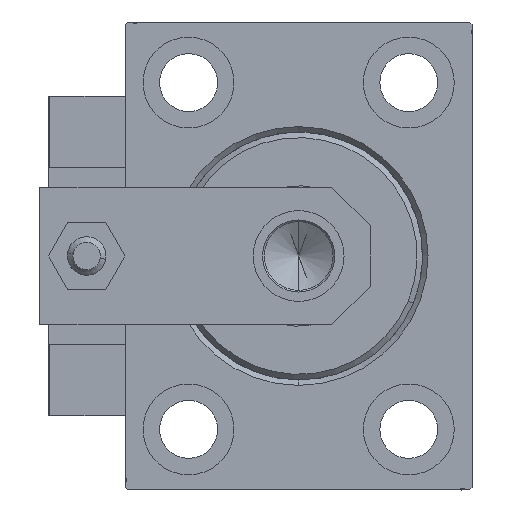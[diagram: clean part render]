
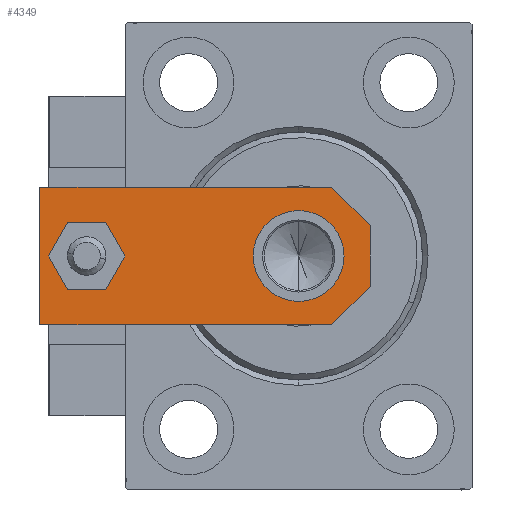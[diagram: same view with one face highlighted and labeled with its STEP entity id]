
A CAD part, left-side view. The second image highlights one B-rep face of the part: STEP entity #4349.
In plain terms, the highlighted face is planar.
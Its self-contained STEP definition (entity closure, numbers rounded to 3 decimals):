
#696 = CIRCLE ( 'NONE', #37901, 8.25 ) ;
#819 = EDGE_LOOP ( 'NONE', ( #36844, #21018 ) ) ;
#1726 = VECTOR ( 'NONE', #11870, 1000. ) ;
#3325 = CARTESIAN_POINT ( 'NONE',  ( 4., 51.5, 6. ) ) ;
#3348 = EDGE_CURVE ( 'NONE', #22532, #4015, #49301, .T. ) ;
#3653 = PLANE ( 'NONE',  #23955 ) ;
#3727 = EDGE_CURVE ( 'NONE', #20205, #25829, #14412, .T. ) ;
#4015 = VERTEX_POINT ( 'NONE', #18409 ) ;
#4349 = ADVANCED_FACE ( 'NONE', ( #41633, #22168, #38357 ), #3653, .T. ) ;
#4564 = AXIS2_PLACEMENT_3D ( 'NONE', #44682, #29505, #13787 ) ;
#6702 = DIRECTION ( 'NONE',  ( 1., 0., 0. ) ) ;
#7335 = DIRECTION ( 'NONE',  ( 0., -1., 0. ) ) ;
#7424 = DIRECTION ( 'NONE',  ( 0., 0., 1. ) ) ;
#8629 = EDGE_CURVE ( 'NONE', #25829, #22532, #49540, .T. ) ;
#9146 = VERTEX_POINT ( 'NONE', #3325 ) ;
#10836 = EDGE_CURVE ( 'NONE', #23582, #21802, #696, .T. ) ;
#11395 = CARTESIAN_POINT ( 'NONE',  ( 8.25, 13., 6. ) ) ;
#11470 = CARTESIAN_POINT ( 'NONE',  ( -12.5, 60., 6. ) ) ;
#11785 = DIRECTION ( 'NONE',  ( 0.707, 0.707, 0. ) ) ;
#11870 = DIRECTION ( 'NONE',  ( 0.707, -0.707, 0. ) ) ;
#12389 = DIRECTION ( 'NONE',  ( -1., 0., 0. ) ) ;
#12482 = DIRECTION ( 'NONE',  ( 0., 0., 1. ) ) ;
#12779 = EDGE_LOOP ( 'NONE', ( #47028, #17120 ) ) ;
#13787 = DIRECTION ( 'NONE',  ( 1., 0., 0. ) ) ;
#14017 = ORIENTED_EDGE ( 'NONE', *, *, #3348, .T. ) ;
#14412 = LINE ( 'NONE', #44310, #28877 ) ;
#14603 = CARTESIAN_POINT ( 'NONE',  ( 12.5, 0., 6. ) ) ;
#15875 = DIRECTION ( 'NONE',  ( 0., 0., 1. ) ) ;
#15910 = CARTESIAN_POINT ( 'NONE',  ( -2.75, -2.75, 6. ) ) ;
#16047 = CARTESIAN_POINT ( 'NONE',  ( -8.25, 13., 6. ) ) ;
#16155 = LINE ( 'NONE', #15910, #1726 ) ;
#16422 = LINE ( 'NONE', #16926, #26208 ) ;
#16459 = EDGE_CURVE ( 'NONE', #21802, #23582, #25194, .T. ) ;
#16825 = CARTESIAN_POINT ( 'NONE',  ( -5.5, 0., 6. ) ) ;
#16926 = CARTESIAN_POINT ( 'NONE',  ( 12.5, 60., 6. ) ) ;
#17120 = ORIENTED_EDGE ( 'NONE', *, *, #16459, .F. ) ;
#18409 = CARTESIAN_POINT ( 'NONE',  ( 12.5, 60., 6. ) ) ;
#19007 = EDGE_CURVE ( 'NONE', #49600, #32569, #45042, .T. ) ;
#19261 = VECTOR ( 'NONE', #11785, 1000. ) ;
#20205 = VERTEX_POINT ( 'NONE', #16825 ) ;
#21011 = EDGE_CURVE ( 'NONE', #32569, #20205, #16155, .T. ) ;
#21018 = ORIENTED_EDGE ( 'NONE', *, *, #40470, .F. ) ;
#21802 = VERTEX_POINT ( 'NONE', #11395 ) ;
#21886 = VERTEX_POINT ( 'NONE', #39709 ) ;
#22168 = FACE_OUTER_BOUND ( 'NONE', #34826, .T. ) ;
#22532 = VERTEX_POINT ( 'NONE', #46706 ) ;
#22664 = AXIS2_PLACEMENT_3D ( 'NONE', #27423, #7424, #23620 ) ;
#22728 = DIRECTION ( 'NONE',  ( 0., 1., 0. ) ) ;
#22816 = CARTESIAN_POINT ( 'NONE',  ( -12.5, 7., 6. ) ) ;
#23338 = ORIENTED_EDGE ( 'NONE', *, *, #19007, .T. ) ;
#23582 = VERTEX_POINT ( 'NONE', #16047 ) ;
#23620 = DIRECTION ( 'NONE',  ( 1., 0., 0. ) ) ;
#23703 = CARTESIAN_POINT ( 'NONE',  ( 2.75, -2.75, 6. ) ) ;
#23807 = AXIS2_PLACEMENT_3D ( 'NONE', #34386, #15875, #42234 ) ;
#23955 = AXIS2_PLACEMENT_3D ( 'NONE', #25977, #29757, #6702 ) ;
#25194 = CIRCLE ( 'NONE', #22664, 8.25 ) ;
#25829 = VERTEX_POINT ( 'NONE', #49138 ) ;
#25977 = CARTESIAN_POINT ( 'NONE',  ( 0., 0., 6. ) ) ;
#26005 = EDGE_CURVE ( 'NONE', #4015, #49600, #16422, .T. ) ;
#26208 = VECTOR ( 'NONE', #12389, 1000. ) ;
#26346 = EDGE_CURVE ( 'NONE', #21886, #9146, #31833, .T. ) ;
#27423 = CARTESIAN_POINT ( 'NONE',  ( 0., 13., 6. ) ) ;
#28045 = CIRCLE ( 'NONE', #4564, 4. ) ;
#28877 = VECTOR ( 'NONE', #29884, 1000. ) ;
#29505 = DIRECTION ( 'NONE',  ( 0., 0., 1. ) ) ;
#29757 = DIRECTION ( 'NONE',  ( 0., 0., 1. ) ) ;
#29884 = DIRECTION ( 'NONE',  ( 1., 0., 0. ) ) ;
#31833 = CIRCLE ( 'NONE', #23807, 4. ) ;
#32569 = VERTEX_POINT ( 'NONE', #22816 ) ;
#33644 = CARTESIAN_POINT ( 'NONE',  ( -12.5, 60., 6. ) ) ;
#34386 = CARTESIAN_POINT ( 'NONE',  ( 0., 51.5, 6. ) ) ;
#34826 = EDGE_LOOP ( 'NONE', ( #23338, #46194, #41342, #43683, #14017, #43339 ) ) ;
#36004 = DIRECTION ( 'NONE',  ( 1., 0., 0. ) ) ;
#36844 = ORIENTED_EDGE ( 'NONE', *, *, #26346, .F. ) ;
#37901 = AXIS2_PLACEMENT_3D ( 'NONE', #43624, #12482, #36004 ) ;
#38357 = FACE_BOUND ( 'NONE', #12779, .T. ) ;
#39709 = CARTESIAN_POINT ( 'NONE',  ( -4., 51.5, 6. ) ) ;
#40470 = EDGE_CURVE ( 'NONE', #9146, #21886, #28045, .T. ) ;
#41342 = ORIENTED_EDGE ( 'NONE', *, *, #3727, .T. ) ;
#41633 = FACE_BOUND ( 'NONE', #819, .T. ) ;
#42234 = DIRECTION ( 'NONE',  ( 1., 0., 0. ) ) ;
#43339 = ORIENTED_EDGE ( 'NONE', *, *, #26005, .T. ) ;
#43624 = CARTESIAN_POINT ( 'NONE',  ( 0., 13., 6. ) ) ;
#43683 = ORIENTED_EDGE ( 'NONE', *, *, #8629, .T. ) ;
#44310 = CARTESIAN_POINT ( 'NONE',  ( -12.5, 0., 6. ) ) ;
#44533 = VECTOR ( 'NONE', #7335, 1000. ) ;
#44682 = CARTESIAN_POINT ( 'NONE',  ( 0., 51.5, 6. ) ) ;
#45042 = LINE ( 'NONE', #33644, #44533 ) ;
#46194 = ORIENTED_EDGE ( 'NONE', *, *, #21011, .T. ) ;
#46706 = CARTESIAN_POINT ( 'NONE',  ( 12.5, 7., 6. ) ) ;
#47028 = ORIENTED_EDGE ( 'NONE', *, *, #10836, .F. ) ;
#49138 = CARTESIAN_POINT ( 'NONE',  ( 5.5, 0., 6. ) ) ;
#49301 = LINE ( 'NONE', #14603, #49912 ) ;
#49540 = LINE ( 'NONE', #23703, #19261 ) ;
#49600 = VERTEX_POINT ( 'NONE', #11470 ) ;
#49912 = VECTOR ( 'NONE', #22728, 1000. ) ;
